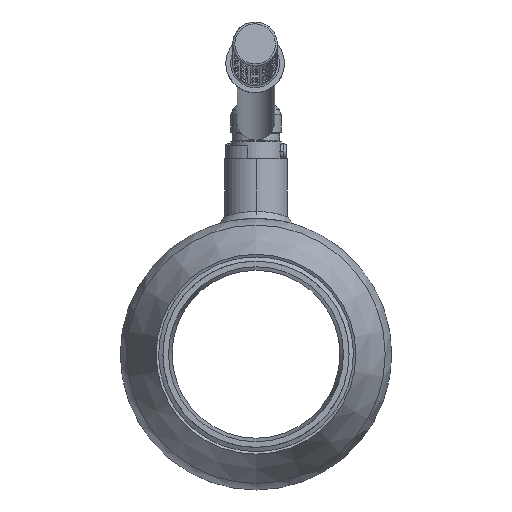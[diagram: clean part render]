
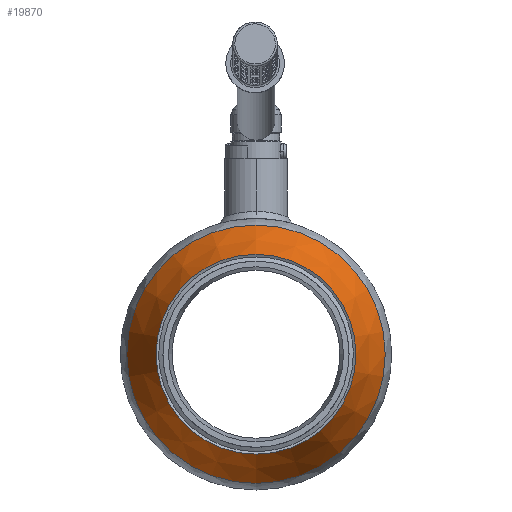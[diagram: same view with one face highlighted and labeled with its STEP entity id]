
A CAD part, left-side view. The second image highlights one B-rep face of the part: STEP entity #19870.
In plain terms, the highlighted conical face has half-angle 25 degrees and reference radius 97 mm.
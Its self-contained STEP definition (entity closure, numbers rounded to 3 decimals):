
#19806=CARTESIAN_POINT('',(-114.9,0.,71.4));
#19807=VERTEX_POINT('',#19806);
#19814=CARTESIAN_POINT('',(-114.9,-0.,-71.4));
#19815=VERTEX_POINT('',#19814);
#19816=CARTESIAN_POINT('',(-114.9,0.,0.));
#19817=DIRECTION('',(1.,0.,0.));
#19818=DIRECTION('',(0.,0.,-1.));
#19819=AXIS2_PLACEMENT_3D('',#19816,#19817,#19818);
#19820=CIRCLE('',#19819,71.4);
#19821=EDGE_CURVE('',#19815,#19807,#19820,.T.);
#19823=CARTESIAN_POINT('',(-114.9,0.,0.));
#19824=DIRECTION('',(1.,0.,0.));
#19825=DIRECTION('',(0.,0.,-1.));
#19826=AXIS2_PLACEMENT_3D('',#19823,#19824,#19825);
#19827=CIRCLE('',#19826,71.4);
#19828=EDGE_CURVE('',#19807,#19815,#19827,.T.);
#19836=CARTESIAN_POINT('',(-60.,0.,0.));
#19837=DIRECTION('',(1.,0.,0.));
#19838=DIRECTION('',(0.,0.,-1.));
#19839=AXIS2_PLACEMENT_3D('',#19836,#19837,#19838);
#19840=CONICAL_SURFACE('',#19839,97.,25.);
#19841=CARTESIAN_POINT('',(-70.046,0.,-92.315));
#19842=VERTEX_POINT('',#19841);
#19843=CARTESIAN_POINT('',(-70.046,0.,-92.315));
#19844=DIRECTION('',(-0.906,-0.,0.423));
#19845=VECTOR('',#19844,49.491);
#19846=LINE('',#19843,#19845);
#19847=EDGE_CURVE('',#19842,#19815,#19846,.T.);
#19848=ORIENTED_EDGE('',*,*,#19847,.T.);
#19849=ORIENTED_EDGE('',*,*,#19821,.T.);
#19850=ORIENTED_EDGE('',*,*,#19828,.T.);
#19851=ORIENTED_EDGE('',*,*,#19847,.F.);
#19852=CARTESIAN_POINT('',(-70.046,-0.,92.315));
#19853=VERTEX_POINT('',#19852);
#19854=CARTESIAN_POINT('',(-70.046,0.,0.));
#19855=DIRECTION('',(-1.,0.,0.));
#19856=DIRECTION('',(0.,0.,1.));
#19857=AXIS2_PLACEMENT_3D('',#19854,#19855,#19856);
#19858=CIRCLE('',#19857,92.315);
#19859=EDGE_CURVE('',#19842,#19853,#19858,.T.);
#19860=ORIENTED_EDGE('',*,*,#19859,.T.);
#19861=CARTESIAN_POINT('',(-70.046,0.,0.));
#19862=DIRECTION('',(-1.,0.,0.));
#19863=DIRECTION('',(0.,0.,1.));
#19864=AXIS2_PLACEMENT_3D('',#19861,#19862,#19863);
#19865=CIRCLE('',#19864,92.315);
#19866=EDGE_CURVE('',#19853,#19842,#19865,.T.);
#19867=ORIENTED_EDGE('',*,*,#19866,.T.);
#19868=EDGE_LOOP('',(#19848,#19849,#19850,#19851,#19860,#19867));
#19869=FACE_BOUND('',#19868,.T.);
#19870=ADVANCED_FACE('',(#19869),#19840,.T.);
